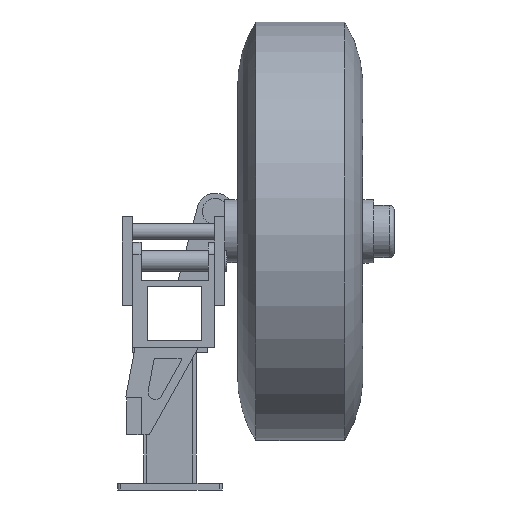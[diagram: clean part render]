
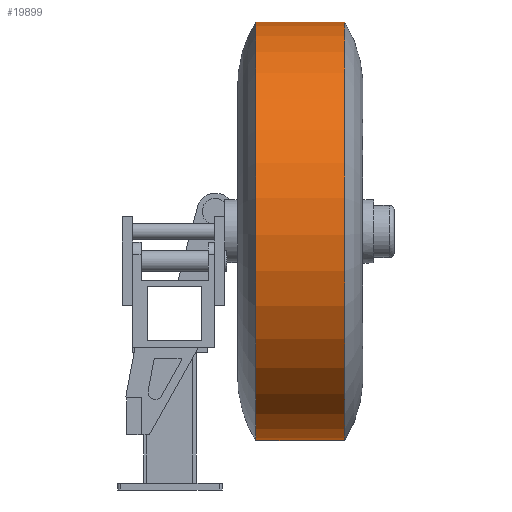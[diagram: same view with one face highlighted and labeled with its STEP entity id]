
A CAD part, left-side view. The second image highlights one B-rep face of the part: STEP entity #19899.
In plain terms, the highlighted cylindrical face has radius 200 mm (diameter 400 mm), a full revolution.
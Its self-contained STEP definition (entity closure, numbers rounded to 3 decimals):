
#19865=CARTESIAN_POINT('',(17.5,200.,0.0));
#19866=VERTEX_POINT('',#19865);
#19867=CARTESIAN_POINT('',(17.5,0.,0.0));
#19868=DIRECTION('',(1.0,0.0,0.0));
#19869=DIRECTION('',(0.0,1.0,0.0));
#19870=AXIS2_PLACEMENT_3D('',#19867,#19868,#19869);
#19871=CIRCLE('',#19870,200.);
#19872=EDGE_CURVE('',#19866,#19866,#19871,.T.);
#19880=CARTESIAN_POINT('',(60.,0.,0.0));
#19881=DIRECTION('',(1.0,0.,0.0));
#19882=DIRECTION('',(0.0,1.0,0.0));
#19883=AXIS2_PLACEMENT_3D('',#19880,#19881,#19882);
#19884=CYLINDRICAL_SURFACE('',#19883,200.);
#19885=CARTESIAN_POINT('',(102.5,200.,0.0));
#19886=VERTEX_POINT('',#19885);
#19887=CARTESIAN_POINT('',(102.5,0.,0.0));
#19888=DIRECTION('',(1.0,0.0,0.0));
#19889=DIRECTION('',(0.0,1.0,0.0));
#19890=AXIS2_PLACEMENT_3D('',#19887,#19888,#19889);
#19891=CIRCLE('',#19890,200.);
#19892=EDGE_CURVE('',#19886,#19886,#19891,.T.);
#19893=ORIENTED_EDGE('',*,*,#19892,.F.);
#19894=EDGE_LOOP('',(#19893));
#19895=FACE_OUTER_BOUND('',#19894,.T.);
#19896=ORIENTED_EDGE('',*,*,#19872,.T.);
#19897=EDGE_LOOP('',(#19896));
#19898=FACE_BOUND('',#19897,.T.);
#19899=ADVANCED_FACE('',(#19895,#19898),#19884,.T.);
